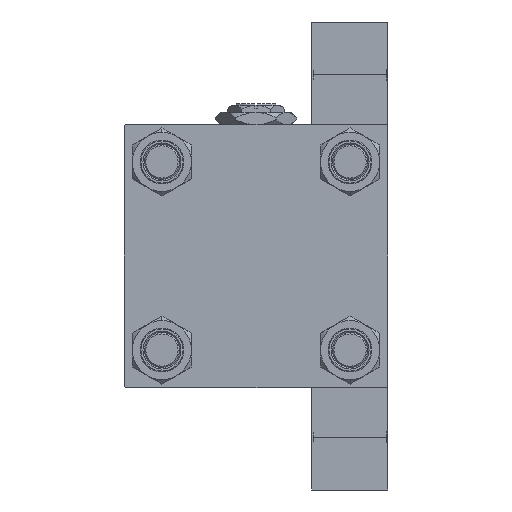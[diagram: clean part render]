
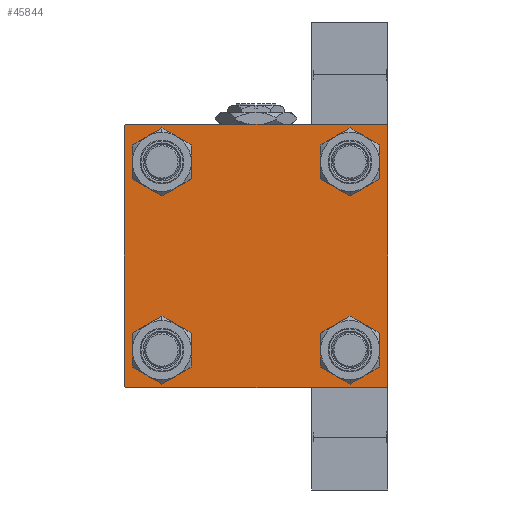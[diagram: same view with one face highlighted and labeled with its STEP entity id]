
A CAD part, left-side view. The second image highlights one B-rep face of the part: STEP entity #45844.
In plain terms, the highlighted planar face has unit normal (-1, 0, 0).
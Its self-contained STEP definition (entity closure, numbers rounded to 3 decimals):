
#82 = EDGE_LOOP ( 'NONE', ( #33831, #19723 ) ) ;
#180 = CARTESIAN_POINT ( 'NONE',  ( 0., -32.15, -32.15 ) ) ;
#277 = DIRECTION ( 'NONE',  ( 0., 0.707, 0.707 ) ) ;
#486 = VERTEX_POINT ( 'NONE', #33813 ) ;
#780 = VERTEX_POINT ( 'NONE', #37051 ) ;
#1468 = EDGE_CURVE ( 'NONE', #18105, #780, #45917, .T. ) ;
#1947 = CARTESIAN_POINT ( 'NONE',  ( 0., 32.15, -32.15 ) ) ;
#2018 = CARTESIAN_POINT ( 'NONE',  ( 0., -44.5, 45. ) ) ;
#2231 = CARTESIAN_POINT ( 'NONE',  ( 0., 32.15, 32.15 ) ) ;
#2935 = CARTESIAN_POINT ( 'NONE',  ( 0., 45., 45. ) ) ;
#3541 = EDGE_LOOP ( 'NONE', ( #10831, #33142 ) ) ;
#4032 = CIRCLE ( 'NONE', #24216, 6.5 ) ;
#4862 = DIRECTION ( 'NONE',  ( 0., 0.707, -0.707 ) ) ;
#5481 = AXIS2_PLACEMENT_3D ( 'NONE', #48081, #35688, #24276 ) ;
#5498 = DIRECTION ( 'NONE',  ( 1., 0., 0. ) ) ;
#6521 = EDGE_CURVE ( 'NONE', #17648, #46164, #42190, .T. ) ;
#7432 = CARTESIAN_POINT ( 'NONE',  ( 0., -32.15, 25.65 ) ) ;
#7522 = VERTEX_POINT ( 'NONE', #2018 ) ;
#7930 = LINE ( 'NONE', #27375, #45843 ) ;
#9022 = DIRECTION ( 'NONE',  ( 1., 0., 0. ) ) ;
#10271 = DIRECTION ( 'NONE',  ( 0., -1., 0. ) ) ;
#10313 = DIRECTION ( 'NONE',  ( 0., -0.707, -0.707 ) ) ;
#10642 = CARTESIAN_POINT ( 'NONE',  ( 0., 44.5, -45. ) ) ;
#10751 = CARTESIAN_POINT ( 'NONE',  ( 0., 45., 45. ) ) ;
#10831 = ORIENTED_EDGE ( 'NONE', *, *, #30645, .T. ) ;
#11651 = VECTOR ( 'NONE', #10313, 1000. ) ;
#12045 = DIRECTION ( 'NONE',  ( 0., 0., 1. ) ) ;
#12547 = DIRECTION ( 'NONE',  ( 1., 0., 0. ) ) ;
#12718 = CARTESIAN_POINT ( 'NONE',  ( 0., 32.15, -25.65 ) ) ;
#12733 = AXIS2_PLACEMENT_3D ( 'NONE', #31257, #12547, #39632 ) ;
#13554 = AXIS2_PLACEMENT_3D ( 'NONE', #49420, #14245, #42327 ) ;
#13556 = ORIENTED_EDGE ( 'NONE', *, *, #20194, .F. ) ;
#13737 = EDGE_CURVE ( 'NONE', #15366, #18778, #22307, .T. ) ;
#14061 = LINE ( 'NONE', #2935, #38678 ) ;
#14245 = DIRECTION ( 'NONE',  ( -1., 0., 0. ) ) ;
#14695 = DIRECTION ( 'NONE',  ( 0., -0.707, 0.707 ) ) ;
#15366 = VERTEX_POINT ( 'NONE', #12718 ) ;
#15898 = CARTESIAN_POINT ( 'NONE',  ( 0., 32.15, -38.65 ) ) ;
#16180 = LINE ( 'NONE', #24007, #17766 ) ;
#16350 = DIRECTION ( 'NONE',  ( 0., 0., 1. ) ) ;
#16573 = DIRECTION ( 'NONE',  ( 1., 0., 0. ) ) ;
#17238 = CARTESIAN_POINT ( 'NONE',  ( 0., -32.15, 38.65 ) ) ;
#17585 = EDGE_CURVE ( 'NONE', #780, #18105, #21626, .T. ) ;
#17648 = VERTEX_POINT ( 'NONE', #44293 ) ;
#17736 = EDGE_CURVE ( 'NONE', #18778, #15366, #37803, .T. ) ;
#17766 = VECTOR ( 'NONE', #277, 1000. ) ;
#18105 = VERTEX_POINT ( 'NONE', #45921 ) ;
#18344 = DIRECTION ( 'NONE',  ( 1., 0., 0. ) ) ;
#18540 = FACE_BOUND ( 'NONE', #22591, .T. ) ;
#18571 = VECTOR ( 'NONE', #14695, 1000. ) ;
#18591 = DIRECTION ( 'NONE',  ( 0., 0., -1. ) ) ;
#18778 = VERTEX_POINT ( 'NONE', #15898 ) ;
#19523 = CARTESIAN_POINT ( 'NONE',  ( 0., 44.75, 44.75 ) ) ;
#19723 = ORIENTED_EDGE ( 'NONE', *, *, #17585, .T. ) ;
#19980 = ORIENTED_EDGE ( 'NONE', *, *, #26572, .T. ) ;
#20194 = EDGE_CURVE ( 'NONE', #38094, #7522, #14061, .T. ) ;
#21063 = AXIS2_PLACEMENT_3D ( 'NONE', #45189, #18344, #25682 ) ;
#21177 = CARTESIAN_POINT ( 'NONE',  ( 0., -44.5, -45. ) ) ;
#21314 = VERTEX_POINT ( 'NONE', #7432 ) ;
#21626 = CIRCLE ( 'NONE', #5481, 6.5 ) ;
#22012 = EDGE_CURVE ( 'NONE', #21314, #42016, #41188, .T. ) ;
#22307 = CIRCLE ( 'NONE', #36804, 6.5 ) ;
#22347 = FACE_BOUND ( 'NONE', #3541, .T. ) ;
#22591 = EDGE_LOOP ( 'NONE', ( #45145, #44547 ) ) ;
#22788 = CARTESIAN_POINT ( 'NONE',  ( 0., -32.15, 32.15 ) ) ;
#23033 = LINE ( 'NONE', #41786, #18571 ) ;
#24007 = CARTESIAN_POINT ( 'NONE',  ( 0., -44.75, 44.75 ) ) ;
#24072 = AXIS2_PLACEMENT_3D ( 'NONE', #180, #16573, #12045 ) ;
#24216 = AXIS2_PLACEMENT_3D ( 'NONE', #22788, #37722, #38473 ) ;
#24276 = DIRECTION ( 'NONE',  ( 0., 0., 1. ) ) ;
#24535 = VECTOR ( 'NONE', #46840, 1000. ) ;
#25029 = EDGE_CURVE ( 'NONE', #38094, #486, #43315, .T. ) ;
#25682 = DIRECTION ( 'NONE',  ( 0., 0., 1. ) ) ;
#25780 = AXIS2_PLACEMENT_3D ( 'NONE', #47239, #9022, #16350 ) ;
#26162 = CARTESIAN_POINT ( 'NONE',  ( 0., -45., -44.5 ) ) ;
#26455 = EDGE_CURVE ( 'NONE', #26901, #36064, #23033, .T. ) ;
#26498 = EDGE_CURVE ( 'NONE', #42016, #21314, #4032, .T. ) ;
#26502 = ORIENTED_EDGE ( 'NONE', *, *, #37932, .T. ) ;
#26572 = EDGE_CURVE ( 'NONE', #32381, #7522, #16180, .T. ) ;
#26859 = FACE_BOUND ( 'NONE', #42759, .T. ) ;
#26901 = VERTEX_POINT ( 'NONE', #21177 ) ;
#27316 = CARTESIAN_POINT ( 'NONE',  ( 0., 44.5, 45. ) ) ;
#27375 = CARTESIAN_POINT ( 'NONE',  ( 0., -45., 45. ) ) ;
#27575 = CARTESIAN_POINT ( 'NONE',  ( 0., 45., -45. ) ) ;
#27608 = EDGE_CURVE ( 'NONE', #38160, #32149, #37201, .T. ) ;
#28084 = DIRECTION ( 'NONE',  ( 1., 0., 0. ) ) ;
#30645 = EDGE_CURVE ( 'NONE', #32149, #38160, #41347, .T. ) ;
#30688 = DIRECTION ( 'NONE',  ( 0., 0., -1. ) ) ;
#30770 = CARTESIAN_POINT ( 'NONE',  ( 0., 44.75, -44.75 ) ) ;
#31257 = CARTESIAN_POINT ( 'NONE',  ( 0., 32.15, -32.15 ) ) ;
#31626 = DIRECTION ( 'NONE',  ( 0., 0., 1. ) ) ;
#32149 = VERTEX_POINT ( 'NONE', #47364 ) ;
#32381 = VERTEX_POINT ( 'NONE', #34902 ) ;
#32439 = AXIS2_PLACEMENT_3D ( 'NONE', #2231, #28084, #31626 ) ;
#33142 = ORIENTED_EDGE ( 'NONE', *, *, #27608, .T. ) ;
#33318 = ORIENTED_EDGE ( 'NONE', *, *, #25029, .T. ) ;
#33713 = PLANE ( 'NONE',  #13554 ) ;
#33731 = VECTOR ( 'NONE', #18591, 1000. ) ;
#33813 = CARTESIAN_POINT ( 'NONE',  ( 0., 45., 44.5 ) ) ;
#33831 = ORIENTED_EDGE ( 'NONE', *, *, #1468, .T. ) ;
#33973 = FACE_OUTER_BOUND ( 'NONE', #37150, .T. ) ;
#34902 = CARTESIAN_POINT ( 'NONE',  ( 0., -45., 44.5 ) ) ;
#35688 = DIRECTION ( 'NONE',  ( 1., 0., 0. ) ) ;
#36064 = VERTEX_POINT ( 'NONE', #26162 ) ;
#36395 = ORIENTED_EDGE ( 'NONE', *, *, #44930, .T. ) ;
#36449 = ORIENTED_EDGE ( 'NONE', *, *, #6521, .T. ) ;
#36804 = AXIS2_PLACEMENT_3D ( 'NONE', #1947, #5498, #40659 ) ;
#37051 = CARTESIAN_POINT ( 'NONE',  ( 0., -32.15, -38.65 ) ) ;
#37150 = EDGE_LOOP ( 'NONE', ( #36395, #36449, #26502, #47549, #49310, #19980, #13556, #33318 ) ) ;
#37201 = CIRCLE ( 'NONE', #21063, 6.5 ) ;
#37722 = DIRECTION ( 'NONE',  ( 1., 0., 0. ) ) ;
#37803 = CIRCLE ( 'NONE', #12733, 6.5 ) ;
#37932 = EDGE_CURVE ( 'NONE', #46164, #26901, #43888, .T. ) ;
#38094 = VERTEX_POINT ( 'NONE', #27316 ) ;
#38160 = VERTEX_POINT ( 'NONE', #40239 ) ;
#38473 = DIRECTION ( 'NONE',  ( 0., 0., 1. ) ) ;
#38678 = VECTOR ( 'NONE', #10271, 1000. ) ;
#39632 = DIRECTION ( 'NONE',  ( 0., 0., 1. ) ) ;
#40239 = CARTESIAN_POINT ( 'NONE',  ( 0., 32.15, 25.65 ) ) ;
#40659 = DIRECTION ( 'NONE',  ( 0., 0., 1. ) ) ;
#41188 = CIRCLE ( 'NONE', #25780, 6.5 ) ;
#41347 = CIRCLE ( 'NONE', #32439, 6.5 ) ;
#41786 = CARTESIAN_POINT ( 'NONE',  ( 0., -44.75, -44.75 ) ) ;
#42016 = VERTEX_POINT ( 'NONE', #17238 ) ;
#42190 = LINE ( 'NONE', #30770, #11651 ) ;
#42223 = ORIENTED_EDGE ( 'NONE', *, *, #13737, .T. ) ;
#42327 = DIRECTION ( 'NONE',  ( 0., 0., 1. ) ) ;
#42759 = EDGE_LOOP ( 'NONE', ( #42223, #49181 ) ) ;
#43315 = LINE ( 'NONE', #19523, #46011 ) ;
#43888 = LINE ( 'NONE', #27575, #24535 ) ;
#44293 = CARTESIAN_POINT ( 'NONE',  ( 0., 45., -44.5 ) ) ;
#44547 = ORIENTED_EDGE ( 'NONE', *, *, #22012, .T. ) ;
#44930 = EDGE_CURVE ( 'NONE', #486, #17648, #45177, .T. ) ;
#45126 = FACE_BOUND ( 'NONE', #82, .T. ) ;
#45145 = ORIENTED_EDGE ( 'NONE', *, *, #26498, .T. ) ;
#45177 = LINE ( 'NONE', #10751, #33731 ) ;
#45189 = CARTESIAN_POINT ( 'NONE',  ( 0., 32.15, 32.15 ) ) ;
#45843 = VECTOR ( 'NONE', #30688, 1000. ) ;
#45844 = ADVANCED_FACE ( 'NONE', ( #18540, #45126, #26859, #22347, #33973 ), #33713, .T. ) ;
#45917 = CIRCLE ( 'NONE', #24072, 6.5 ) ;
#45921 = CARTESIAN_POINT ( 'NONE',  ( 0., -32.15, -25.65 ) ) ;
#46011 = VECTOR ( 'NONE', #4862, 1000. ) ;
#46164 = VERTEX_POINT ( 'NONE', #10642 ) ;
#46840 = DIRECTION ( 'NONE',  ( 0., -1., 0. ) ) ;
#47239 = CARTESIAN_POINT ( 'NONE',  ( 0., -32.15, 32.15 ) ) ;
#47364 = CARTESIAN_POINT ( 'NONE',  ( 0., 32.15, 38.65 ) ) ;
#47549 = ORIENTED_EDGE ( 'NONE', *, *, #26455, .T. ) ;
#48081 = CARTESIAN_POINT ( 'NONE',  ( 0., -32.15, -32.15 ) ) ;
#48264 = EDGE_CURVE ( 'NONE', #32381, #36064, #7930, .T. ) ;
#49181 = ORIENTED_EDGE ( 'NONE', *, *, #17736, .T. ) ;
#49310 = ORIENTED_EDGE ( 'NONE', *, *, #48264, .F. ) ;
#49420 = CARTESIAN_POINT ( 'NONE',  ( 0., 0., 0. ) ) ;
